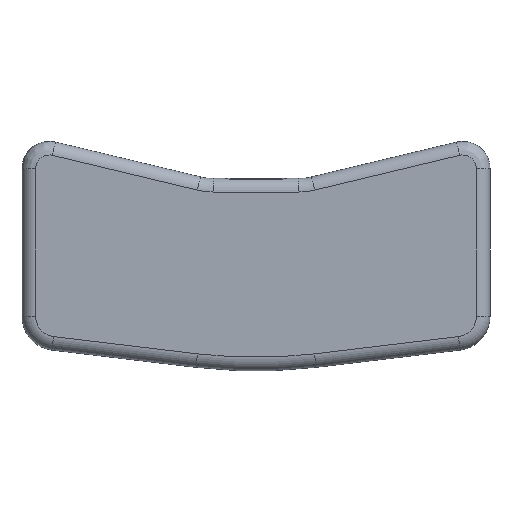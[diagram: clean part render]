
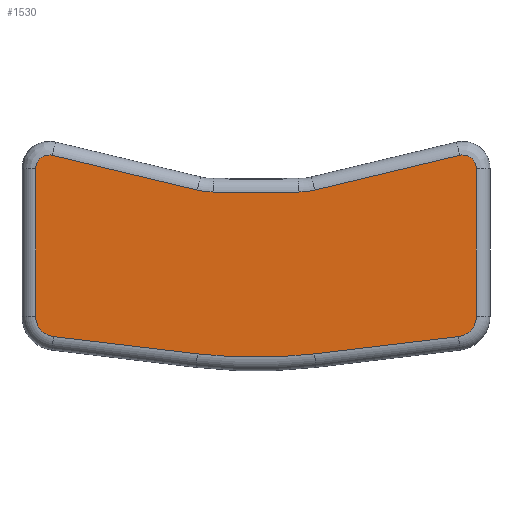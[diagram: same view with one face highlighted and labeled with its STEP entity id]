
A CAD part, front view. The second image highlights one B-rep face of the part: STEP entity #1530.
In plain terms, the highlighted planar face has unit normal (0, -1, 0).
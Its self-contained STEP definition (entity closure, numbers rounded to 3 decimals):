
#36=PLANE('',#1728);
#139=FACE_OUTER_BOUND('',#235,.T.);
#235=EDGE_LOOP('',(#1261,#1262,#1263,#1264,#1265,#1266,#1267,#1268,#1269,
#1270,#1271,#1272,#1273,#1274));
#329=LINE('',#2538,#449);
#330=LINE('',#2557,#450);
#332=LINE('',#2577,#452);
#333=LINE('',#2621,#453);
#335=LINE('',#2633,#455);
#337=LINE('',#2643,#457);
#338=LINE('',#2661,#458);
#449=VECTOR('',#2055,10.);
#450=VECTOR('',#2066,10.);
#452=VECTOR('',#2078,10.);
#453=VECTOR('',#2099,10.);
#455=VECTOR('',#2113,10.);
#457=VECTOR('',#2127,10.);
#458=VECTOR('',#2132,10.);
#582=CIRCLE('',#1691,10.);
#585=CIRCLE('',#1696,10.);
#589=CIRCLE('',#1701,2.);
#593=CIRCLE('',#1706,3.);
#596=CIRCLE('',#1711,72.341);
#600=CIRCLE('',#1717,3.);
#603=CIRCLE('',#1721,2.);
#696=VERTEX_POINT('',#2534);
#697=VERTEX_POINT('',#2536);
#698=VERTEX_POINT('',#2540);
#700=VERTEX_POINT('',#2555);
#702=VERTEX_POINT('',#2571);
#703=VERTEX_POINT('',#2575);
#705=VERTEX_POINT('',#2605);
#706=VERTEX_POINT('',#2609);
#709=VERTEX_POINT('',#2614);
#711=VERTEX_POINT('',#2619);
#713=VERTEX_POINT('',#2625);
#715=VERTEX_POINT('',#2631);
#716=VERTEX_POINT('',#2636);
#717=VERTEX_POINT('',#2641);
#876=EDGE_CURVE('',#697,#696,#329,.T.);
#878=EDGE_CURVE('',#698,#697,#582,.T.);
#881=EDGE_CURVE('',#700,#698,#330,.T.);
#885=EDGE_CURVE('',#702,#700,#585,.T.);
#887=EDGE_CURVE('',#703,#702,#332,.T.);
#890=EDGE_CURVE('',#705,#703,#589,.T.);
#894=EDGE_CURVE('',#709,#706,#593,.T.);
#896=EDGE_CURVE('',#711,#709,#333,.T.);
#899=EDGE_CURVE('',#713,#711,#596,.T.);
#902=EDGE_CURVE('',#715,#713,#335,.T.);
#905=EDGE_CURVE('',#716,#715,#600,.T.);
#908=EDGE_CURVE('',#717,#716,#337,.T.);
#909=EDGE_CURVE('',#696,#717,#603,.T.);
#910=EDGE_CURVE('',#706,#705,#338,.T.);
#1261=ORIENTED_EDGE('',*,*,#894,.F.);
#1262=ORIENTED_EDGE('',*,*,#896,.F.);
#1263=ORIENTED_EDGE('',*,*,#899,.F.);
#1264=ORIENTED_EDGE('',*,*,#902,.F.);
#1265=ORIENTED_EDGE('',*,*,#905,.F.);
#1266=ORIENTED_EDGE('',*,*,#908,.F.);
#1267=ORIENTED_EDGE('',*,*,#909,.F.);
#1268=ORIENTED_EDGE('',*,*,#876,.F.);
#1269=ORIENTED_EDGE('',*,*,#878,.F.);
#1270=ORIENTED_EDGE('',*,*,#881,.F.);
#1271=ORIENTED_EDGE('',*,*,#885,.F.);
#1272=ORIENTED_EDGE('',*,*,#887,.F.);
#1273=ORIENTED_EDGE('',*,*,#890,.F.);
#1274=ORIENTED_EDGE('',*,*,#910,.F.);
#1530=ADVANCED_FACE('',(#139),#36,.F.);
#1691=AXIS2_PLACEMENT_3D('',#2542,#2060,#2061);
#1696=AXIS2_PLACEMENT_3D('',#2573,#2072,#2073);
#1701=AXIS2_PLACEMENT_3D('',#2607,#2083,#2084);
#1706=AXIS2_PLACEMENT_3D('',#2616,#2093,#2094);
#1711=AXIS2_PLACEMENT_3D('',#2627,#2105,#2106);
#1717=AXIS2_PLACEMENT_3D('',#2638,#2119,#2120);
#1721=AXIS2_PLACEMENT_3D('',#2659,#2128,#2129);
#1728=AXIS2_PLACEMENT_3D('',#2673,#2149,#2150);
#2055=DIRECTION('',(0.972,0.,0.233));
#2060=DIRECTION('center_axis',(0.,-1.,0.));
#2061=DIRECTION('ref_axis',(0.118,0.,-0.993));
#2066=DIRECTION('',(1.,0.,0.));
#2072=DIRECTION('center_axis',(0.,-1.,0.));
#2073=DIRECTION('ref_axis',(-0.117,0.,-0.993));
#2078=DIRECTION('',(0.972,0.,-0.233));
#2083=DIRECTION('center_axis',(0.,1.,0.));
#2084=DIRECTION('ref_axis',(-0.619,0.,0.785));
#2093=DIRECTION('center_axis',(0.,1.,0.));
#2094=DIRECTION('ref_axis',(-0.748,0.,-0.664));
#2099=DIRECTION('',(-0.993,0.,0.119));
#2105=DIRECTION('center_axis',(0.,1.,0.));
#2106=DIRECTION('ref_axis',(0.,0.,-1.));
#2113=DIRECTION('',(-0.993,0.,-0.119));
#2119=DIRECTION('center_axis',(0.,1.,0.));
#2120=DIRECTION('ref_axis',(0.748,0.,-0.664));
#2127=DIRECTION('',(0.,0.,-1.));
#2128=DIRECTION('center_axis',(0.,1.,0.));
#2129=DIRECTION('ref_axis',(0.619,0.,0.785));
#2132=DIRECTION('',(0.,0.,1.));
#2149=DIRECTION('center_axis',(0.,1.,0.));
#2150=DIRECTION('ref_axis',(1.,0.,0.));
#2534=CARTESIAN_POINT('',(62.633,-0.8,29.331));
#2536=CARTESIAN_POINT('',(41.25,-0.8,24.199));
#2538=CARTESIAN_POINT('',(46.747,-0.8,25.518));
#2540=CARTESIAN_POINT('',(38.917,-0.8,23.923));
#2542=CARTESIAN_POINT('Origin',(38.917,-0.8,33.923));
#2555=CARTESIAN_POINT('',(26.283,-0.8,23.923));
#2557=CARTESIAN_POINT('',(35.758,-0.8,23.923));
#2571=CARTESIAN_POINT('',(23.949,-0.8,24.199));
#2573=CARTESIAN_POINT('Origin',(26.283,-0.8,33.923));
#2575=CARTESIAN_POINT('',(2.567,-0.8,29.331));
#2577=CARTESIAN_POINT('',(29.144,-0.8,22.952));
#2605=CARTESIAN_POINT('',(0.1,-0.8,27.386));
#2607=CARTESIAN_POINT('Origin',(2.1,-0.8,27.386));
#2609=CARTESIAN_POINT('',(0.1,-0.8,5.584));
#2614=CARTESIAN_POINT('',(2.743,-0.8,2.606));
#2616=CARTESIAN_POINT('Origin',(3.1,-0.8,5.584));
#2619=CARTESIAN_POINT('',(23.981,-0.8,0.057));
#2621=CARTESIAN_POINT('',(16.758,-0.8,0.924));
#2625=CARTESIAN_POINT('',(41.219,-0.8,0.057));
#2627=CARTESIAN_POINT('Origin',(32.6,-0.8,71.883));
#2631=CARTESIAN_POINT('',(62.457,-0.8,2.606));
#2633=CARTESIAN_POINT('',(37.823,-0.8,-0.35));
#2636=CARTESIAN_POINT('',(65.1,-0.8,5.584));
#2638=CARTESIAN_POINT('Origin',(62.1,-0.8,5.584));
#2641=CARTESIAN_POINT('',(65.1,-0.8,27.386));
#2643=CARTESIAN_POINT('',(65.1,-0.8,10.024));
#2659=CARTESIAN_POINT('Origin',(63.1,-0.8,27.386));
#2661=CARTESIAN_POINT('',(0.1,-0.8,20.925));
#2673=CARTESIAN_POINT('Origin',(32.6,-0.8,14.464));
